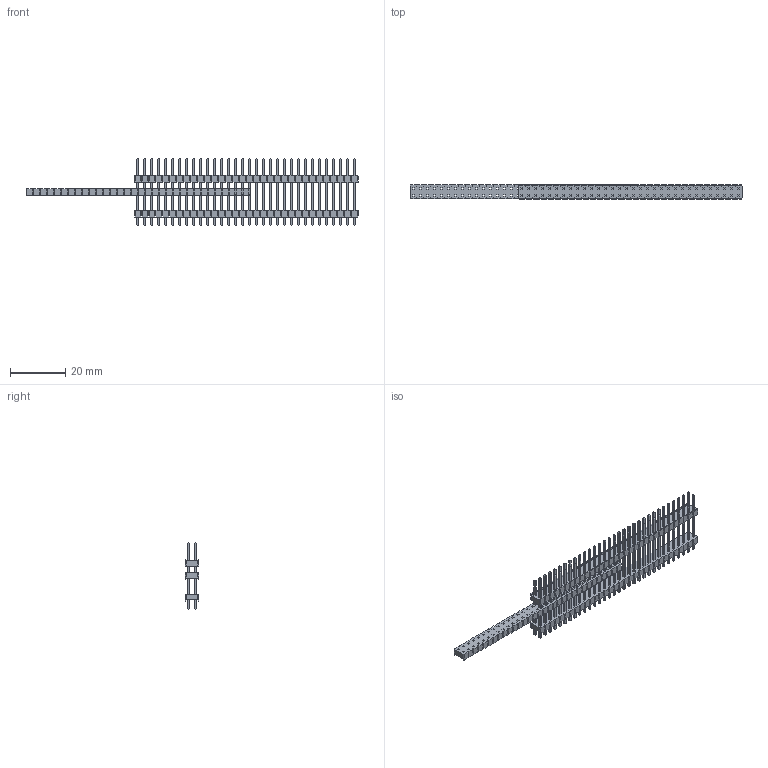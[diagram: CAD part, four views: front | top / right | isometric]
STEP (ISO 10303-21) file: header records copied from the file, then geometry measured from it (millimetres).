
FILE_DESCRIPTION( ( 'Unknown' ), '1' );
FILE_NAME( '61306428421.stp', 'Unknown', ( 'Unknown' ), ( 'Unknown' ), 'PSStep 14.0', 'Unknown', ' ' );
FILE_SCHEMA( ( 'AUTOMOTIVE_DESIGN { 1 0 10303 214 1 1 1 1 }' ) );
Length unit declared in the file: millimetre
Products named in the file (3): Assem1; 6130642xx21; 61306428421
Bounding box: 120.65 x 5.08 x 24.24 mm (x, y, z)
Volume: 3029.8 mm3; surface area: 9098.2 mm2
Topology: 68 solids, 68 shells, 2650 faces, 7022 edges, 4508 vertices
Faces by surface type: plane 2650
Entity records: 24876 total; most frequent: CARTESIAN_POINT 3595, ORIENTED_EDGE 3524, DIRECTION 3084, EDGE_CURVE 1762, LINE 1762, VECTOR 1762, VERTEX_POINT 1172, EDGE_LOOP 722
